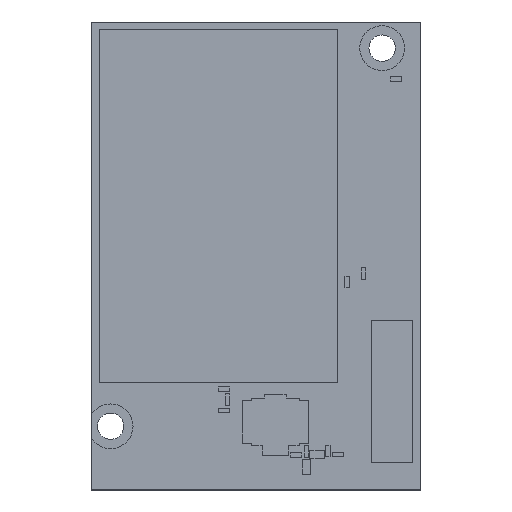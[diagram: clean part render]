
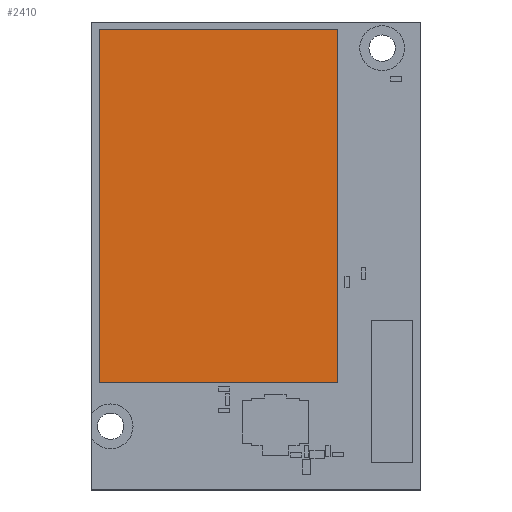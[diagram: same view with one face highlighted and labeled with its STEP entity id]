
A CAD part, top view. The second image highlights one B-rep face of the part: STEP entity #2410.
In plain terms, the highlighted planar face has unit normal (0, 0, 1).
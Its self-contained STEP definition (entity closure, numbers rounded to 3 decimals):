
#122=FACE_OUTER_BOUND($,#282,.T.);
#282=EDGE_LOOP($,(#1666,#1667,#1668,#1669));
#484=LINE($,#3541,#782);
#485=LINE($,#3543,#783);
#486=LINE($,#3545,#784);
#487=LINE($,#3546,#785);
#782=VECTOR($,#2859,26.8);
#783=VECTOR($,#2860,18.11);
#784=VECTOR($,#2861,26.8);
#785=VECTOR($,#2862,18.11);
#1068=VERTEX_POINT($,#3539);
#1069=VERTEX_POINT($,#3540);
#1070=VERTEX_POINT($,#3542);
#1071=VERTEX_POINT($,#3544);
#1304=EDGE_CURVE($,#1068,#1069,#484,.T.);
#1305=EDGE_CURVE($,#1070,#1068,#485,.T.);
#1306=EDGE_CURVE($,#1071,#1070,#486,.T.);
#1307=EDGE_CURVE($,#1069,#1071,#487,.T.);
#1666=ORIENTED_EDGE($,*,*,#1304,.F.);
#1667=ORIENTED_EDGE($,*,*,#1305,.F.);
#1668=ORIENTED_EDGE($,*,*,#1306,.F.);
#1669=ORIENTED_EDGE($,*,*,#1307,.F.);
#2264=PLANE($,#2613);
#2410=ADVANCED_FACE($,(#122),#2264,.T.);
#2613=AXIS2_PLACEMENT_3D($,#3538,#2857,#2858);
#2857=DIRECTION('center_axis',(0.,0.,1.));
#2858=DIRECTION('ref_axis',(-1.,0.,0.));
#2859=DIRECTION($,(0.,1.,0.));
#2860=DIRECTION($,(-1.,0.,0.));
#2861=DIRECTION($,(0.,-1.,0.));
#2862=DIRECTION($,(1.,0.,0.));
#3538=CARTESIAN_POINT('Origin',(-11.9,17.2,4.303));
#3539=CARTESIAN_POINT('',(-11.9,-9.6,4.303));
#3540=CARTESIAN_POINT('',(-11.9,17.2,4.303));
#3541=CARTESIAN_POINT($,(-11.9,-9.6,4.303));
#3542=CARTESIAN_POINT('',(6.21,-9.6,4.303));
#3543=CARTESIAN_POINT($,(6.21,-9.6,4.303));
#3544=CARTESIAN_POINT('',(6.21,17.2,4.303));
#3545=CARTESIAN_POINT($,(6.21,17.2,4.303));
#3546=CARTESIAN_POINT($,(-11.9,17.2,4.303));
